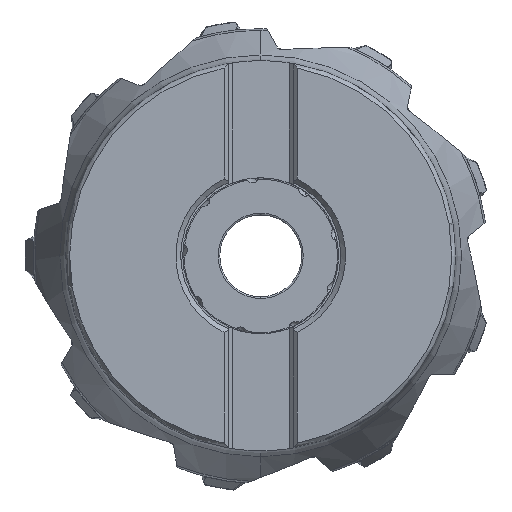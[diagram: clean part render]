
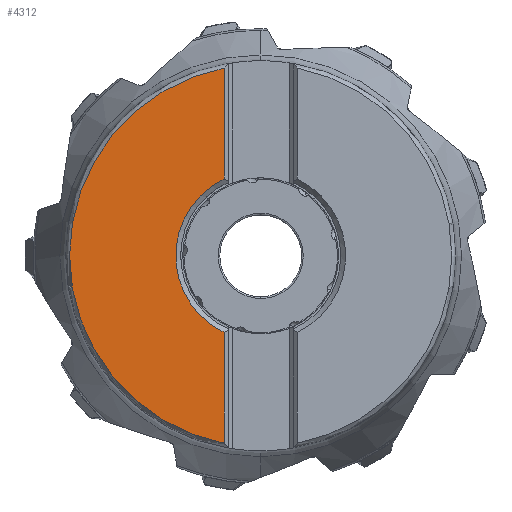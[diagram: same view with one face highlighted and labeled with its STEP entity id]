
A CAD part, top view. The second image highlights one B-rep face of the part: STEP entity #4312.
In plain terms, the highlighted planar face has unit normal (0, 0, 1).
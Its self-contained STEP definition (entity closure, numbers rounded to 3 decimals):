
#432=PLANE('',#24169);
#1947=LINE('',#45536,#2959);
#1948=LINE('',#45540,#2960);
#2959=VECTOR('',#29223,1.);
#2960=VECTOR('',#29226,1.);
#4312=ADVANCED_FACE('',(#5629),#432,.F.);
#5629=FACE_OUTER_BOUND('',#6873,.T.);
#6873=EDGE_LOOP('',(#13262,#13263,#13264,#13265,#13266));
#7906=CIRCLE('',#24165,46.679);
#7907=CIRCLE('',#24166,46.679);
#7908=CIRCLE('',#24168,20.75);
#13262=ORIENTED_EDGE('',*,*,#20148,.F.);
#13263=ORIENTED_EDGE('',*,*,#20149,.F.);
#13264=ORIENTED_EDGE('',*,*,#20150,.F.);
#13265=ORIENTED_EDGE('',*,*,#20147,.F.);
#13266=ORIENTED_EDGE('',*,*,#20146,.F.);
#17044=VERTEX_POINT('',#45509);
#17047=VERTEX_POINT('',#45531);
#17048=VERTEX_POINT('',#45533);
#17049=VERTEX_POINT('',#45537);
#17050=VERTEX_POINT('',#45539);
#20146=EDGE_CURVE('',#17047,#17048,#7906,.T.);
#20147=EDGE_CURVE('',#17048,#17044,#7907,.T.);
#20148=EDGE_CURVE('',#17049,#17047,#1947,.T.);
#20149=EDGE_CURVE('',#17050,#17049,#7908,.T.);
#20150=EDGE_CURVE('',#17044,#17050,#1948,.T.);
#24165=AXIS2_PLACEMENT_3D('',#45532,#29217,#29218);
#24166=AXIS2_PLACEMENT_3D('',#45534,#29219,#29220);
#24168=AXIS2_PLACEMENT_3D('',#45538,#29224,#29225);
#24169=AXIS2_PLACEMENT_3D('',#45541,#29227,#29228);
#29217=DIRECTION('',(0.,0.,-1.));
#29218=DIRECTION('',(-0.191,-0.981,0.));
#29219=DIRECTION('',(0.,0.,-1.));
#29220=DIRECTION('',(-1.,0.002,0.));
#29223=DIRECTION('',(0.,-1.,0.));
#29224=DIRECTION('',(0.,0.,1.));
#29225=DIRECTION('',(-0.431,0.902,0.));
#29226=DIRECTION('',(0.,-1.,0.));
#29227=DIRECTION('',(0.,0.,-1.));
#29228=DIRECTION('',(1.,0.,0.));
#45509=CARTESIAN_POINT('',(-8.937,45.815,0.));
#45531=CARTESIAN_POINT('',(-8.937,-45.815,0.));
#45532=CARTESIAN_POINT('',(0.,0.,0.));
#45533=CARTESIAN_POINT('',(-46.678,0.115,0.));
#45534=CARTESIAN_POINT('',(0.,0.,0.));
#45536=CARTESIAN_POINT('',(-8.938,-18.727,0.));
#45537=CARTESIAN_POINT('',(-8.938,-18.727,0.));
#45538=CARTESIAN_POINT('',(0.,0.,0.));
#45539=CARTESIAN_POINT('',(-8.938,18.727,0.));
#45540=CARTESIAN_POINT('',(-8.938,45.815,0.));
#45541=CARTESIAN_POINT('',(50.,69.026,0.));
